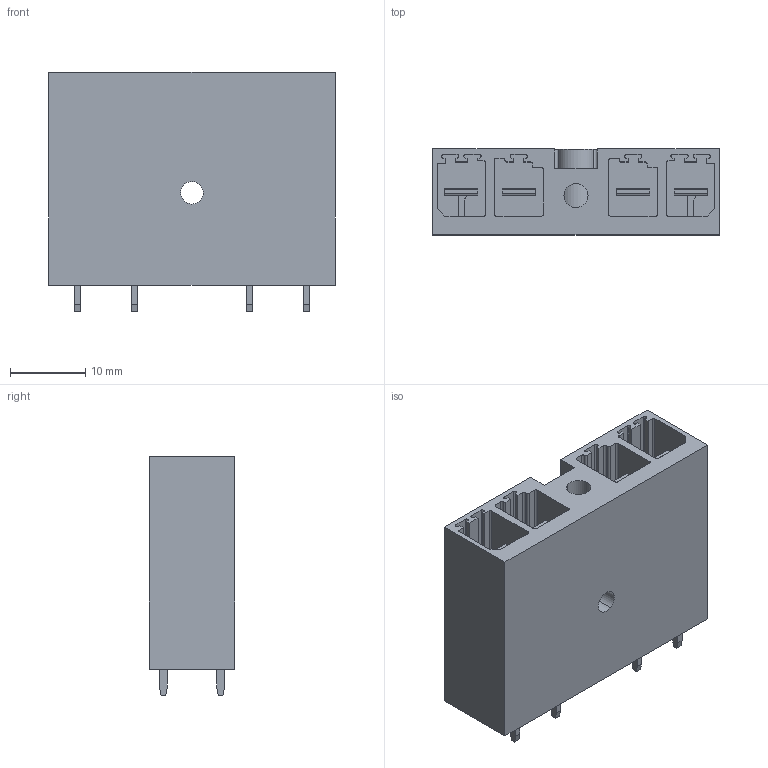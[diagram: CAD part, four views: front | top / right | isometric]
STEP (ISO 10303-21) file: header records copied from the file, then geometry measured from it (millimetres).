
FILE_DESCRIPTION(('CATIA V5 STEP Exchange','CAx-IF Rec.Pracs.--- Model Styling and Organization---1.2---2011-12-15'),'2;1');
FILE_NAME ('D1447720_0_1048530000_1048530000.stp','2018-11-30T13:44:55+00:00',('none'),('Weidmueller'),'CATIA Version 5-6 Release 2014','CATIA V5 STEP AP214','none');
FILE_SCHEMA(('AUTOMOTIVE_DESIGN { 1 0 10303 214 1 1 1 1 }'));
Length unit declared in the file: millimetre
Products named in the file (1): 1048530000
Bounding box: 38.1 x 11.4 x 31.8 mm (x, y, z)
Volume: 8630.4 mm3; surface area: 8611.8 mm2
Topology: 5 solids, 5 shells, 296 faces, 826 edges, 540 vertices
Faces by surface type: plane 239, cylinder 57
Entity records: 8654 total; most frequent: ORIENTED_EDGE 1652, CARTESIAN_POINT 1530, DIRECTION 1152, EDGE_CURVE 826, VECTOR 712, LINE 712, VERTEX_POINT 540, EDGE_LOOP 316
